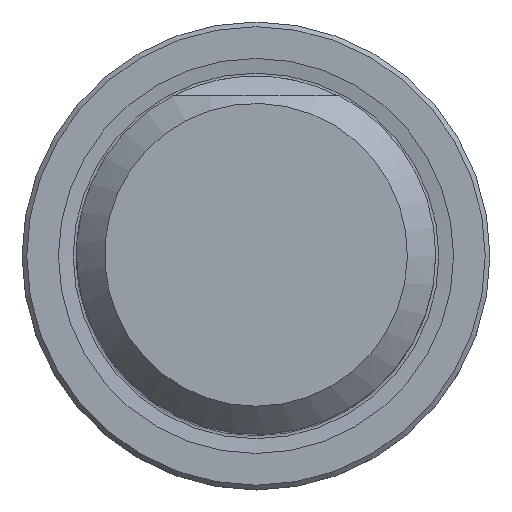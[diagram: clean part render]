
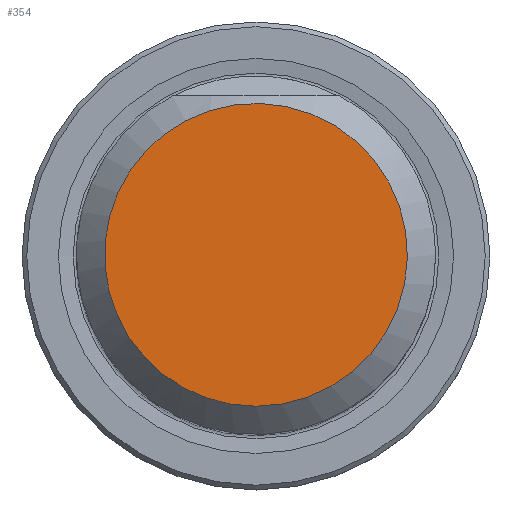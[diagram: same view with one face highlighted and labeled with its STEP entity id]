
A CAD part, top view. The second image highlights one B-rep face of the part: STEP entity #354.
In plain terms, the highlighted planar face has unit normal (0, 0, 1).
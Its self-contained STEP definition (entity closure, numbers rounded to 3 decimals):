
#239=PLANE('',#5950);
#354=ADVANCED_FACE('',(#773),#239,.T.);
#773=FACE_OUTER_BOUND('',#1034,.T.);
#1034=EDGE_LOOP('',(#1653));
#1370=CIRCLE('',#5949,16.046);
#1653=ORIENTED_EDGE('',*,*,#3752,.T.);
#3199=VERTEX_POINT('',#9030);
#3752=EDGE_CURVE('',#3199,#3199,#1370,.T.);
#5949=AXIS2_PLACEMENT_3D('',#9029,#6763,#6764);
#5950=AXIS2_PLACEMENT_3D('',#9031,#6765,#6766);
#6763=DIRECTION('',(0.,0.,1.));
#6764=DIRECTION('',(0.,-1.,0.));
#6765=DIRECTION('',(0.,0.,1.));
#6766=DIRECTION('',(0.,-1.,0.));
#9029=CARTESIAN_POINT('',(0.,0.,70.));
#9030=CARTESIAN_POINT('',(0.,-16.046,70.));
#9031=CARTESIAN_POINT('',(0.,0.,70.));
